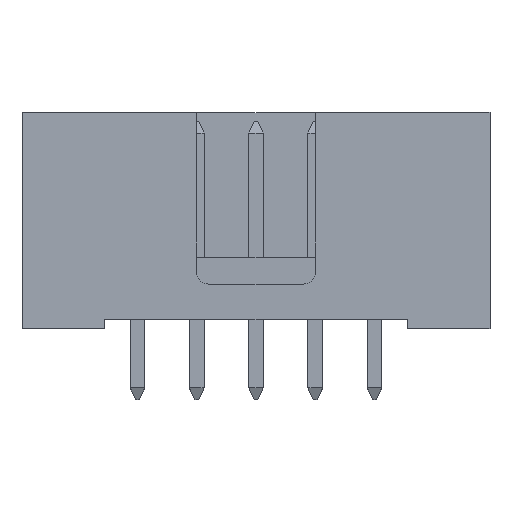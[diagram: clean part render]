
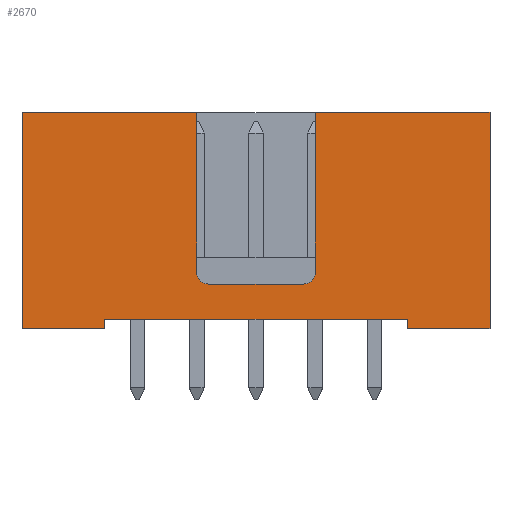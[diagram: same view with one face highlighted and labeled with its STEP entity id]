
A CAD part, top view. The second image highlights one B-rep face of the part: STEP entity #2670.
In plain terms, the highlighted planar face has unit normal (0, 0, 1).
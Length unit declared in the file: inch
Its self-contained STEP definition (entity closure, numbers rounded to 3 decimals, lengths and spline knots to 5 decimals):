
#33=CARTESIAN_POINT('',(0.08,0.095,0.1725));
#34=DIRECTION('',(0.,0.,1.));
#35=DIRECTION('',(0.,-1.,0.));
#36=AXIS2_PLACEMENT_3D('',#33,#34,#35);
#38=DIRECTION('',(0.,-1.,0.));
#39=VECTOR('',#38,0.365);
#40=CARTESIAN_POINT('',(0.395,0.365,0.1725));
#41=LINE('1730',#40,#39);
#42=DIRECTION('',(-1.,0.,0.));
#43=VECTOR('',#42,0.14);
#44=CARTESIAN_POINT('',(0.395,0.,0.1725));
#45=LINE('1715',#44,#43);
#46=DIRECTION('',(-1.,0.,0.));
#47=VECTOR('',#46,0.14);
#48=CARTESIAN_POINT('',(-0.255,0.,0.1725));
#49=LINE('1721',#48,#47);
#50=CARTESIAN_POINT('',(-0.08,0.095,0.1725));
#51=DIRECTION('',(0.,0.,1.));
#52=DIRECTION('',(-1.,0.,0.));
#53=AXIS2_PLACEMENT_3D('',#50,#51,#52);
#55=DIRECTION('',(-1.,0.,0.));
#56=VECTOR('',#55,0.16);
#57=CARTESIAN_POINT('',(0.08,0.075,0.1725));
#58=LINE('1733',#57,#56);
#81=DIRECTION('',(0.,1.,0.));
#82=VECTOR('',#81,0.27);
#83=CARTESIAN_POINT('',(-0.1,0.095,0.1725));
#84=LINE('1739',#83,#82);
#93=DIRECTION('',(-1.,0.,0.));
#94=VECTOR('',#93,0.295);
#95=CARTESIAN_POINT('',(-0.1,0.365,0.1725));
#96=LINE('1750',#95,#94);
#101=DIRECTION('',(-1.,0.,0.));
#102=VECTOR('',#101,0.295);
#103=CARTESIAN_POINT('',(0.395,0.365,0.1725));
#104=LINE('1754',#103,#102);
#121=DIRECTION('',(0.,-1.,0.));
#122=VECTOR('',#121,0.365);
#123=CARTESIAN_POINT('',(-0.395,0.365,0.1725));
#124=LINE('1738',#123,#122);
#437=DIRECTION('',(0.,-1.,0.));
#438=VECTOR('',#437,0.27);
#439=CARTESIAN_POINT('',(0.1,0.365,0.1725));
#440=LINE('1734',#439,#438);
#557=DIRECTION('',(1.,0.,0.));
#558=VECTOR('',#557,0.51);
#559=CARTESIAN_POINT('',(-0.255,0.01547,0.1725));
#560=LINE('1736',#559,#558);
#729=DIRECTION('',(0.,-1.,0.));
#730=VECTOR('',#729,0.01547);
#731=CARTESIAN_POINT('',(0.255,0.01547,0.1725));
#732=LINE('1735',#731,#730);
#765=DIRECTION('',(0.,1.,0.));
#766=VECTOR('',#765,0.01547);
#767=CARTESIAN_POINT('',(-0.255,0.,0.1725));
#768=LINE('1737',#767,#766);
#1975=CARTESIAN_POINT('',(0.255,0.,0.1725));
#1976=VERTEX_POINT('',#1975);
#1977=CARTESIAN_POINT('',(0.395,0.,0.1725));
#1978=VERTEX_POINT('',#1977);
#1987=CARTESIAN_POINT('',(-0.395,0.,0.1725));
#1988=VERTEX_POINT('',#1987);
#1989=CARTESIAN_POINT('',(-0.255,0.,0.1725));
#1990=VERTEX_POINT('',#1989);
#2005=CARTESIAN_POINT('',(0.395,0.365,0.1725));
#2006=VERTEX_POINT('',#2005);
#2009=CARTESIAN_POINT('',(0.08,0.075,0.1725));
#2010=CARTESIAN_POINT('',(-0.08,0.075,0.1725));
#2011=VERTEX_POINT('',#2009);
#2012=VERTEX_POINT('',#2010);
#2013=CARTESIAN_POINT('',(0.1,0.365,0.1725));
#2014=CARTESIAN_POINT('',(0.1,0.095,0.1725));
#2015=VERTEX_POINT('',#2013);
#2016=VERTEX_POINT('',#2014);
#2017=CARTESIAN_POINT('',(0.255,0.01547,0.1725));
#2018=VERTEX_POINT('',#2017);
#2019=CARTESIAN_POINT('',(-0.255,0.01547,0.1725));
#2020=VERTEX_POINT('',#2019);
#2021=CARTESIAN_POINT('',(-0.395,0.365,0.1725));
#2022=VERTEX_POINT('',#2021);
#2023=CARTESIAN_POINT('',(-0.1,0.095,0.1725));
#2024=CARTESIAN_POINT('',(-0.1,0.365,0.1725));
#2025=VERTEX_POINT('',#2023);
#2026=VERTEX_POINT('',#2024);
#2637=CARTESIAN_POINT('',(0.,0.1825,0.1725));
#2638=DIRECTION('',(0.,0.,1.));
#2639=DIRECTION('',(1.,0.,0.));
#2640=AXIS2_PLACEMENT_3D('',#2637,#2638,#2639);
#2641=PLANE('2205',#2640);
#2643=ORIENTED_EDGE('1733',*,*,#2642,.F.);
#2645=ORIENTED_EDGE('1833',*,*,#2644,.T.);
#2647=ORIENTED_EDGE('1734',*,*,#2646,.F.);
#2649=ORIENTED_EDGE('1754',*,*,#2648,.F.);
#2650=ORIENTED_EDGE('1730',*,*,#2623,.T.);
#2651=ORIENTED_EDGE('1715',*,*,#2576,.T.);
#2653=ORIENTED_EDGE('1735',*,*,#2652,.F.);
#2655=ORIENTED_EDGE('1736',*,*,#2654,.F.);
#2657=ORIENTED_EDGE('1737',*,*,#2656,.F.);
#2659=ORIENTED_EDGE('1721',*,*,#2658,.T.);
#2661=ORIENTED_EDGE('1738',*,*,#2660,.F.);
#2663=ORIENTED_EDGE('1750',*,*,#2662,.F.);
#2665=ORIENTED_EDGE('1739',*,*,#2664,.F.);
#2667=ORIENTED_EDGE('1742',*,*,#2666,.T.);
#2668=EDGE_LOOP('2205',(#2643,#2645,#2647,#2649,#2650,#2651,#2653,#2655,#2657,
#2659,#2661,#2663,#2665,#2667));
#2669=FACE_OUTER_BOUND('2205',#2668,.F.);
#2670=ADVANCED_FACE('2205',(#2669),#2641,.T.);
#37=CIRCLE('1833',#36,0.02);
#54=CIRCLE('1742',#53,0.02);
#2576=EDGE_CURVE('1715',#1978,#1976,#45,.T.);
#2623=EDGE_CURVE('1730',#2006,#1978,#41,.T.);
#2642=EDGE_CURVE('1733',#2011,#2012,#58,.T.);
#2644=EDGE_CURVE('1833',#2011,#2016,#37,.T.);
#2646=EDGE_CURVE('1734',#2015,#2016,#440,.T.);
#2648=EDGE_CURVE('1754',#2006,#2015,#104,.T.);
#2652=EDGE_CURVE('1735',#2018,#1976,#732,.T.);
#2654=EDGE_CURVE('1736',#2020,#2018,#560,.T.);
#2656=EDGE_CURVE('1737',#1990,#2020,#768,.T.);
#2658=EDGE_CURVE('1721',#1990,#1988,#49,.T.);
#2660=EDGE_CURVE('1738',#2022,#1988,#124,.T.);
#2662=EDGE_CURVE('1750',#2026,#2022,#96,.T.);
#2664=EDGE_CURVE('1739',#2025,#2026,#84,.T.);
#2666=EDGE_CURVE('1742',#2025,#2012,#54,.T.);
